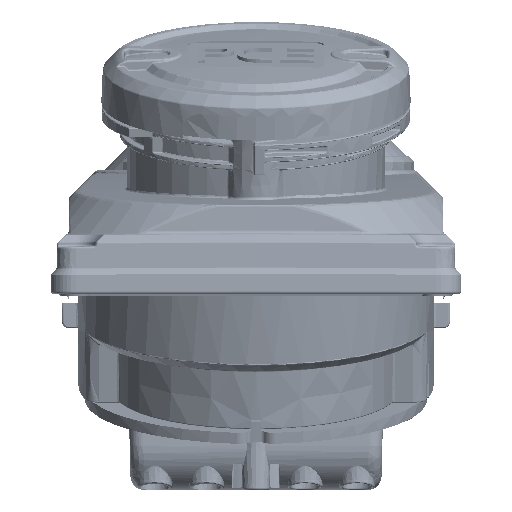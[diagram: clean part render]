
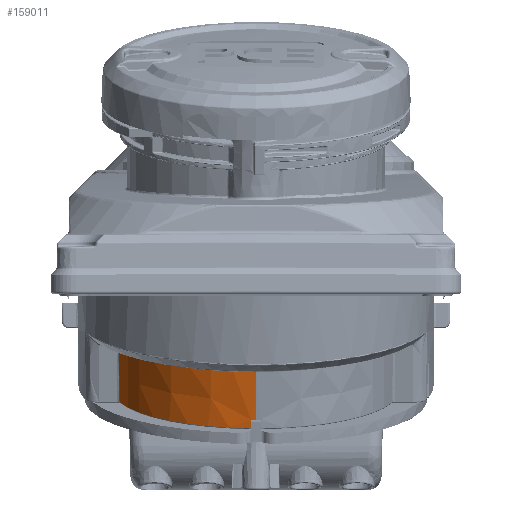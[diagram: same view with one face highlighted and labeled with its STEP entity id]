
A CAD part, left-side view. The second image highlights one B-rep face of the part: STEP entity #159011.
In plain terms, the highlighted conical face has half-angle 0.5 degrees and reference radius 31.25 mm.
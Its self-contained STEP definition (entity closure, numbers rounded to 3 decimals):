
#1035 = CONICAL_SURFACE ( 'NONE', #18391, 31.25, 0.009 ) ;
#10713 = CARTESIAN_POINT ( 'NONE',  ( -45.242, 29.946, -24.919 ) ) ;
#10933 = CARTESIAN_POINT ( 'NONE',  ( -63.741, 0., -40.713 ) ) ;
#12857 = CARTESIAN_POINT ( 'NONE',  ( -44.128, 29.919, -28.936 ) ) ;
#14445 = VERTEX_POINT ( 'NONE', #177011 ) ;
#17746 = CARTESIAN_POINT ( 'NONE',  ( -63.153, 0., -42.833 ) ) ;
#18391 = AXIS2_PLACEMENT_3D ( 'NONE', #163120, #80681, #146838 ) ;
#18775 = CARTESIAN_POINT ( 'NONE',  ( -41.937, 29.866, -36.841 ) ) ;
#19002 = DIRECTION ( 'NONE',  ( -0.259, 0., 0.966 ) ) ;
#19263 = EDGE_CURVE ( 'NONE', #33171, #157215, #46520, .T. ) ;
#21190 = EDGE_CURVE ( 'NONE', #29296, #14445, #147473, .T. ) ;
#25700 = VERTEX_POINT ( 'NONE', #18775 ) ;
#29296 = VERTEX_POINT ( 'NONE', #191661 ) ;
#30796 = FACE_OUTER_BOUND ( 'NONE', #60718, .T. ) ;
#33171 = VERTEX_POINT ( 'NONE', #99154 ) ;
#40013 = AXIS2_PLACEMENT_3D ( 'NONE', #113288, #80708, #214061 ) ;
#41290 = CIRCLE ( 'NONE', #51690, 31.253 ) ;
#41828 = CARTESIAN_POINT ( 'NONE',  ( -63.214, 1.092, -42.542 ) ) ;
#43300 = CARTESIAN_POINT ( 'NONE',  ( -45.286, 29.947, -24.757 ) ) ;
#43875 = EDGE_CURVE ( 'NONE', #14445, #25700, #50429, .T. ) ;
#46520 = CIRCLE ( 'NONE', #98532, 31.269 ) ;
#46942 = CARTESIAN_POINT ( 'NONE',  ( -33.537, 0., -32.62 ) ) ;
#50429 = B_SPLINE_CURVE_WITH_KNOTS ( 'NONE', 3,
 ( #191847, #43300, #10713, #209144, #212371, #176689, #12857, #163629, #148428, #77971 ),
 .UNSPECIFIED., .F., .F.,
 ( 4, 3, 3, 4 ),
 ( 0., 0.001, 0.005, 0.013 ),
 .UNSPECIFIED. ) ;
#51690 = AXIS2_PLACEMENT_3D ( 'NONE', #117750, #19002, #116694 ) ;
#56910 = VECTOR ( 'NONE', #150094, 1000. ) ;
#59150 = CARTESIAN_POINT ( 'NONE',  ( -63.486, 1.092, -41.563 ) ) ;
#60212 = CARTESIAN_POINT ( 'NONE',  ( -63.316, 1.092, -42.174 ) ) ;
#60718 = EDGE_LOOP ( 'NONE', ( #77968, #159519, #166758, #201696, #107239, #169454 ) ) ;
#77968 = ORIENTED_EDGE ( 'NONE', *, *, #19263, .T. ) ;
#77971 = CARTESIAN_POINT ( 'NONE',  ( -41.937, 29.866, -36.841 ) ) ;
#80681 = DIRECTION ( 'NONE',  ( -0.259, 0., 0.966 ) ) ;
#80708 = DIRECTION ( 'NONE',  ( 0.259, 0., -0.966 ) ) ;
#97871 = DIRECTION ( 'NONE',  ( -0.259, 0., 0.966 ) ) ;
#98532 = AXIS2_PLACEMENT_3D ( 'NONE', #46942, #97871, #98956 ) ;
#98956 = DIRECTION ( 'NONE',  ( 0.966, 0., 0.259 ) ) ;
#99154 = CARTESIAN_POINT ( 'NONE',  ( -63.723, 1.092, -40.708 ) ) ;
#99291 = B_SPLINE_CURVE_WITH_KNOTS ( 'NONE', 3,
 ( #41828, #193585, #60212, #174139, #59150, #126433, #192516 ),
 .UNSPECIFIED., .F., .F.,
 ( 4, 3, 4 ),
 ( 0.006, 0.006, 0.008 ),
 .UNSPECIFIED. ) ;
#104480 = EDGE_CURVE ( 'NONE', #25700, #171403, #41290, .T. ) ;
#107239 = ORIENTED_EDGE ( 'NONE', *, *, #104480, .T. ) ;
#108453 = LINE ( 'NONE', #17746, #56910 ) ;
#113288 = CARTESIAN_POINT ( 'NONE',  ( -36.334, 0., -22.184 ) ) ;
#116694 = DIRECTION ( 'NONE',  ( 0.966, 0., 0.259 ) ) ;
#117750 = CARTESIAN_POINT ( 'NONE',  ( -33.045, 0., -34.458 ) ) ;
#119486 = EDGE_CURVE ( 'NONE', #157215, #29296, #108453, .T. ) ;
#126433 = CARTESIAN_POINT ( 'NONE',  ( -63.604, 1.092, -41.136 ) ) ;
#146838 = DIRECTION ( 'NONE',  ( -0.966, 0., -0.259 ) ) ;
#147473 = CIRCLE ( 'NONE', #40013, 31.363 ) ;
#148428 = CARTESIAN_POINT ( 'NONE',  ( -42.667, 29.884, -34.206 ) ) ;
#150094 = DIRECTION ( 'NONE',  ( -0.267, 0., 0.964 ) ) ;
#157215 = VERTEX_POINT ( 'NONE', #10933 ) ;
#159011 = ADVANCED_FACE ( 'NONE', ( #30796 ), #1035, .T. ) ;
#159519 = ORIENTED_EDGE ( 'NONE', *, *, #119486, .T. ) ;
#163120 = CARTESIAN_POINT ( 'NONE',  ( -32.968, 0., -34.745 ) ) ;
#163629 = CARTESIAN_POINT ( 'NONE',  ( -43.398, 29.902, -31.571 ) ) ;
#166758 = ORIENTED_EDGE ( 'NONE', *, *, #21190, .T. ) ;
#169454 = ORIENTED_EDGE ( 'NONE', *, *, #174645, .T. ) ;
#171403 = VERTEX_POINT ( 'NONE', #173769 ) ;
#173769 = CARTESIAN_POINT ( 'NONE',  ( -63.214, 1.092, -42.542 ) ) ;
#174139 = CARTESIAN_POINT ( 'NONE',  ( -63.367, 1.092, -41.99 ) ) ;
#174645 = EDGE_CURVE ( 'NONE', #171403, #33171, #99291, .T. ) ;
#176689 = CARTESIAN_POINT ( 'NONE',  ( -44.484, 29.928, -27.651 ) ) ;
#177011 = CARTESIAN_POINT ( 'NONE',  ( -45.331, 29.948, -24.595 ) ) ;
#191661 = CARTESIAN_POINT ( 'NONE',  ( -66.629, 0., -30.302 ) ) ;
#191847 = CARTESIAN_POINT ( 'NONE',  ( -45.331, 29.948, -24.595 ) ) ;
#192516 = CARTESIAN_POINT ( 'NONE',  ( -63.723, 1.092, -40.708 ) ) ;
#193585 = CARTESIAN_POINT ( 'NONE',  ( -63.265, 1.092, -42.358 ) ) ;
#201696 = ORIENTED_EDGE ( 'NONE', *, *, #43875, .T. ) ;
#209144 = CARTESIAN_POINT ( 'NONE',  ( -45.197, 29.945, -25.081 ) ) ;
#212371 = CARTESIAN_POINT ( 'NONE',  ( -44.84, 29.936, -26.366 ) ) ;
#214061 = DIRECTION ( 'NONE',  ( 0.966, 0., 0.259 ) ) ;
